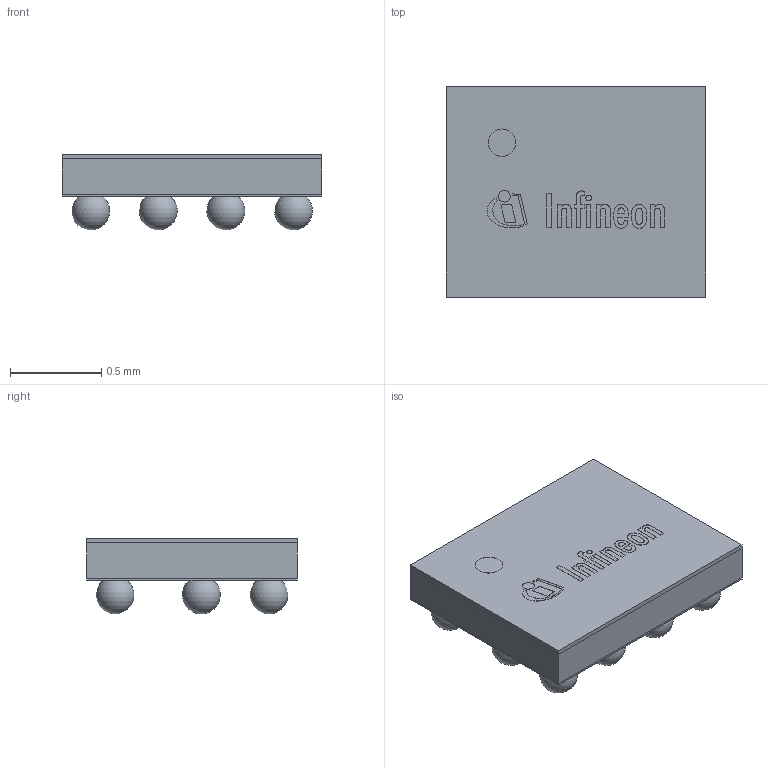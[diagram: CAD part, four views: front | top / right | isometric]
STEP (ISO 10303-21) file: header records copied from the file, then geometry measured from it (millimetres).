
FILE_DESCRIPTION(/* description */ (''),/* implementation_level */ '2;1');
FILE_NAME(/* name */ 'SG-XFWLP-12-1_Z8B00251344_V01_3D.stp',/* time_stamp */ '2024-03-14T18:23:30+06:00',/* author */ ('sivamani'),/* organization */ (''),/* preprocessor_version */ 'ST-DEVELOPER v16.13',/* originating_system */ 'AutoCAD Mechanical',/* authorisation */ '');
FILE_SCHEMA (('AUTOMOTIVE_DESIGN { 1 0 10303 214 3 1 1 }'));
Length unit declared in the file: millimetre
Products named in the file (1): Product
Bounding box: 1.42 x 1.15 x 0.42 mm (x, y, z)
Volume: 0.4 mm3; surface area: 12.8 mm2
Topology: 28 solids, 28 shells, 160 faces, 345 edges, 230 vertices
Faces by surface type: plane 124, bspline 18, sphere 12, cylinder 6
Full cylindrical faces by diameter (mm): 0.031 x1, 0.063 x1, 0.15 x2
Entity records: 4312 total; most frequent: CARTESIAN_POINT 1066, ORIENTED_EDGE 634, DIRECTION 591, EDGE_CURVE 317, LINE 257, VECTOR 257, VERTEX_POINT 218, EDGE_LOOP 169
